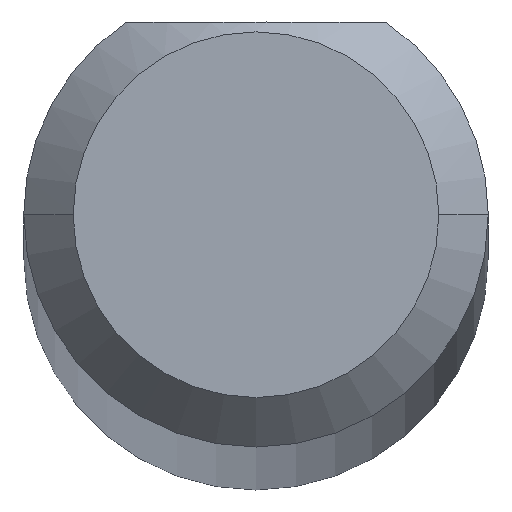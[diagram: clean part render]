
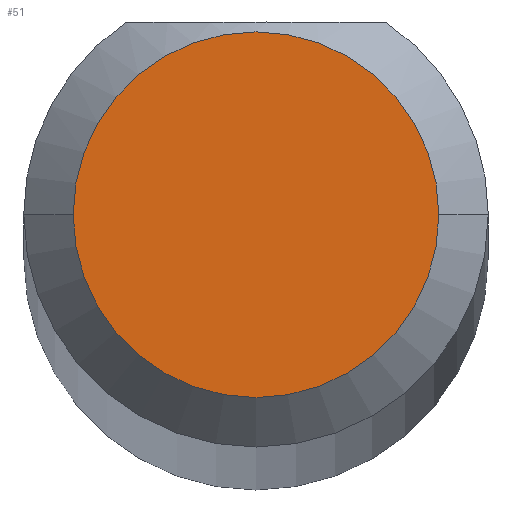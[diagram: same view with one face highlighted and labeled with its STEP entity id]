
A CAD part, top view. The second image highlights one B-rep face of the part: STEP entity #51.
In plain terms, the highlighted planar face has unit normal (0, 0, 1).
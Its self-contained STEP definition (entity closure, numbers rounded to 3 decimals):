
#21 = CARTESIAN_POINT ( 'NONE',  ( -1.85, 0., 250. ) ) ;
#22 = DIRECTION ( 'NONE',  ( 1., 0., 0. ) ) ;
#23 = DIRECTION ( 'NONE',  ( 0., 0., 1. ) ) ;
#24 = CARTESIAN_POINT ( 'NONE',  ( 0., 0., 250. ) ) ;
#51 = ADVANCED_FACE ( 'NONE', ( #136 ), #132, .T. ) ;
#59 = DIRECTION ( 'NONE',  ( 1., 0., 0. ) ) ;
#60 = DIRECTION ( 'NONE',  ( 0., 0., 1. ) ) ;
#63 = CARTESIAN_POINT ( 'NONE',  ( 0., 0., 250. ) ) ;
#87 = CARTESIAN_POINT ( 'NONE',  ( 1.85, 0., 250. ) ) ;
#110 = AXIS2_PLACEMENT_3D ( 'NONE', #24, #23, #22 ) ;
#130 = CARTESIAN_POINT ( 'NONE',  ( 0., 0., 250. ) ) ;
#132 = PLANE ( 'NONE',  #269 ) ;
#136 = FACE_OUTER_BOUND ( 'NONE', #247, .T. ) ;
#176 = DIRECTION ( 'NONE',  ( 1., 0., 0. ) ) ;
#193 = DIRECTION ( 'NONE',  ( 0., 0., 1. ) ) ;
#228 = VERTEX_POINT ( 'NONE', #87 ) ;
#247 = EDGE_LOOP ( 'NONE', ( #341, #249 ) ) ;
#249 = ORIENTED_EDGE ( 'NONE', *, *, #278, .T. ) ;
#269 = AXIS2_PLACEMENT_3D ( 'NONE', #130, #193, #176 ) ;
#278 = EDGE_CURVE ( 'NONE', #228, #323, #279, .T. ) ;
#279 = CIRCLE ( 'NONE', #289, 1.85 ) ;
#289 = AXIS2_PLACEMENT_3D ( 'NONE', #63, #60, #59 ) ;
#323 = VERTEX_POINT ( 'NONE', #21 ) ;
#332 = CIRCLE ( 'NONE', #110, 1.85 ) ;
#334 = EDGE_CURVE ( 'NONE', #323, #228, #332, .T. ) ;
#341 = ORIENTED_EDGE ( 'NONE', *, *, #334, .T. ) ;
